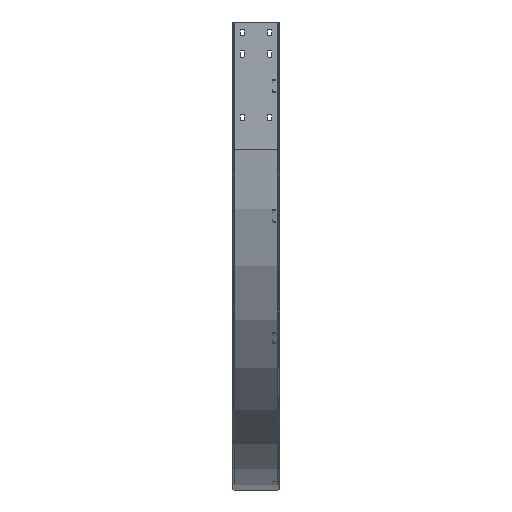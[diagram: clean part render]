
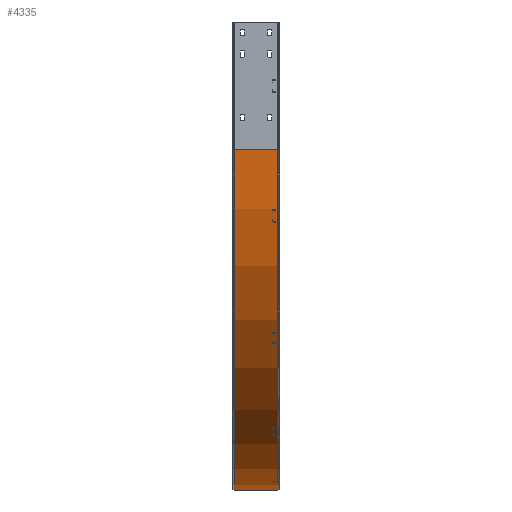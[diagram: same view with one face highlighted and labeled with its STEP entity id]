
A CAD part, left-side view. The second image highlights one B-rep face of the part: STEP entity #4335.
In plain terms, the highlighted cylindrical face has radius 800 mm (diameter 1600 mm), a partial arc.
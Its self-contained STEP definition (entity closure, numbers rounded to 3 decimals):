
#1670=CARTESIAN_POINT('',(-300.,106.5,800.));
#1671=DIRECTION('',(0.,1.,0.));
#1672=DIRECTION('',(0.,0.,-1.));
#1673=AXIS2_PLACEMENT_3D('',#1670,#1671,#1672);
#1903=DIRECTION('',(0.,-1.,0.));
#1904=VECTOR('',#1903,103.);
#1905=CARTESIAN_POINT('',(-300.,106.5,0.));
#1906=LINE('',#1905,#1904);
#1907=DIRECTION('',(0.,1.,0.));
#1908=VECTOR('',#1907,103.);
#1909=CARTESIAN_POINT('',(-1100.,3.5,800.));
#1910=LINE('',#1909,#1908);
#2044=CARTESIAN_POINT('',(-300.,3.5,800.));
#2045=DIRECTION('',(0.,-1.,0.));
#2046=DIRECTION('',(-1.,0.,0.));
#2047=AXIS2_PLACEMENT_3D('',#2044,#2045,#2046);
#2936=CARTESIAN_POINT('',(-300.,3.5,0.));
#2938=VERTEX_POINT('',#2936);
#2972=CARTESIAN_POINT('',(-300.,106.5,0.));
#2973=VERTEX_POINT('',#2972);
#2980=CARTESIAN_POINT('',(-1100.,3.5,800.));
#2981=VERTEX_POINT('',#2980);
#3020=CARTESIAN_POINT('',(-1100.,106.5,800.));
#3021=VERTEX_POINT('',#3020);
#4322=CARTESIAN_POINT('',(-300.,0.,800.));
#4323=DIRECTION('',(0.,1.,0.));
#4324=DIRECTION('',(0.,0.,1.));
#4325=AXIS2_PLACEMENT_3D('',#4322,#4323,#4324);
#4326=CYLINDRICAL_SURFACE('',#4325,800.);
#4327=ORIENTED_EDGE('',*,*,#4207,.F.);
#4328=ORIENTED_EDGE('',*,*,#4182,.T.);
#4330=ORIENTED_EDGE('',*,*,#4329,.F.);
#4332=ORIENTED_EDGE('',*,*,#4331,.T.);
#4333=EDGE_LOOP('',(#4327,#4328,#4330,#4332));
#4334=FACE_OUTER_BOUND('',#4333,.F.);
#4335=ADVANCED_FACE('',(#4334),#4326,.T.);
#1674=CIRCLE('',#1673,800.);
#2048=CIRCLE('',#2047,800.);
#4182=EDGE_CURVE('',#2973,#3021,#1674,.T.);
#4207=EDGE_CURVE('',#2973,#2938,#1906,.T.);
#4329=EDGE_CURVE('',#2981,#3021,#1910,.T.);
#4331=EDGE_CURVE('',#2981,#2938,#2048,.T.);
